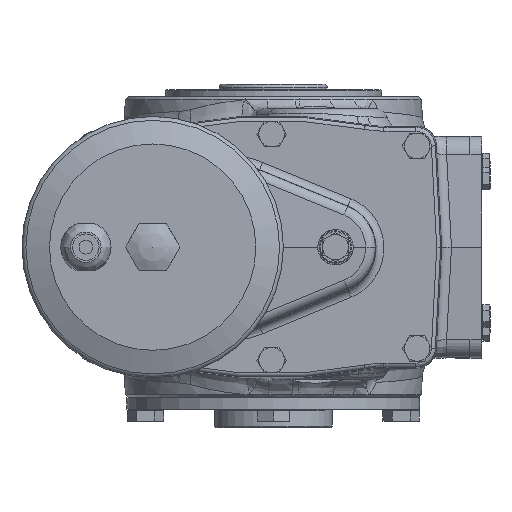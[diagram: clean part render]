
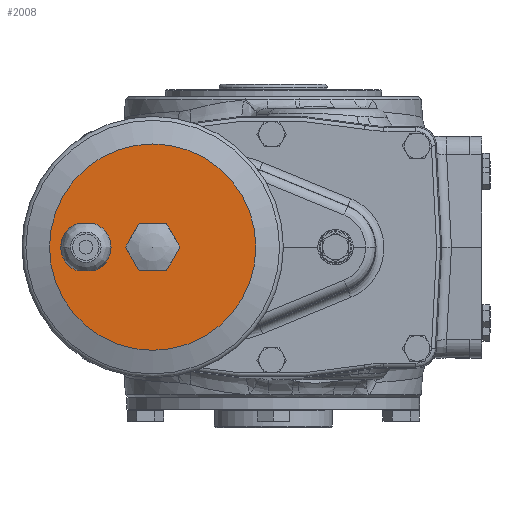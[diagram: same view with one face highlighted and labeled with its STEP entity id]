
A CAD part, left-side view. The second image highlights one B-rep face of the part: STEP entity #2008.
In plain terms, the highlighted planar face has unit normal (-1, 0, 0).
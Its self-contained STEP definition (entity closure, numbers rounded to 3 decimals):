
#2008 = ADVANCED_FACE( '', ( #4764, #4765, #4766 ), #4767, .T. );
#4764 = FACE_BOUND( '', #15724, .T. );
#4765 = FACE_OUTER_BOUND( '', #15725, .T. );
#4766 = FACE_BOUND( '', #15726, .T. );
#4767 = PLANE( '', #15727 );
#15724 = EDGE_LOOP( '', ( #29746, #29747, #29748, #29749 ) );
#15725 = EDGE_LOOP( '', ( #29750 ) );
#15726 = EDGE_LOOP( '', ( #29751, #29752, #29753, #29754, #29755, #29756 ) );
#15727 = AXIS2_PLACEMENT_3D( '', #29757, #29758, #29759 );
#29746 = ORIENTED_EDGE( '', *, *, #34786, .F. );
#29747 = ORIENTED_EDGE( '', *, *, #35908, .F. );
#29748 = ORIENTED_EDGE( '', *, *, #35909, .F. );
#29749 = ORIENTED_EDGE( '', *, *, #35910, .T. );
#29750 = ORIENTED_EDGE( '', *, *, #35911, .T. );
#29751 = ORIENTED_EDGE( '', *, *, #35255, .T. );
#29752 = ORIENTED_EDGE( '', *, *, #35912, .T. );
#29753 = ORIENTED_EDGE( '', *, *, #35913, .T. );
#29754 = ORIENTED_EDGE( '', *, *, #35666, .T. );
#29755 = ORIENTED_EDGE( '', *, *, #34539, .T. );
#29756 = ORIENTED_EDGE( '', *, *, #35914, .T. );
#29757 = CARTESIAN_POINT( '', ( -574.4, 113.9, 0. ) );
#29758 = DIRECTION( '', ( -1., 0., 0. ) );
#29759 = DIRECTION( '', ( 0., 1., 0. ) );
#34539 = EDGE_CURVE( '', #37981, #37985, #37987, .T. );
#34786 = EDGE_CURVE( '', #38394, #38395, #38396, .T. );
#35255 = EDGE_CURVE( '', #39122, #39126, #39128, .T. );
#35666 = EDGE_CURVE( '', #39742, #37981, #39745, .T. );
#35908 = EDGE_CURVE( '', #40089, #38394, #40090, .T. );
#35909 = EDGE_CURVE( '', #40091, #40089, #40092, .T. );
#35910 = EDGE_CURVE( '', #40091, #38395, #40093, .T. );
#35911 = EDGE_CURVE( '', #40094, #40094, #40095, .T. );
#35912 = EDGE_CURVE( '', #39126, #40096, #40097, .T. );
#35913 = EDGE_CURVE( '', #40096, #39742, #40098, .T. );
#35914 = EDGE_CURVE( '', #37985, #39122, #40099, .T. );
#37981 = VERTEX_POINT( '', #43767 );
#37985 = VERTEX_POINT( '', #43772 );
#37987 = LINE( '', #43775, #43776 );
#38394 = VERTEX_POINT( '', #44855 );
#38395 = VERTEX_POINT( '', #44856 );
#38396 = CIRCLE( '', #44857, 12.8 );
#39122 = VERTEX_POINT( '', #46857 );
#39126 = VERTEX_POINT( '', #46862 );
#39128 = LINE( '', #46865, #46866 );
#39742 = VERTEX_POINT( '', #48806 );
#39745 = LINE( '', #48810, #48811 );
#40089 = VERTEX_POINT( '', #49623 );
#40090 = LINE( '', #49624, #49625 );
#40091 = VERTEX_POINT( '', #49626 );
#40092 = CIRCLE( '', #49627, 12.8 );
#40093 = LINE( '', #49628, #49629 );
#40094 = VERTEX_POINT( '', #49630 );
#40095 = CIRCLE( '', #49631, 52.5 );
#40096 = VERTEX_POINT( '', #49632 );
#40097 = LINE( '', #49633, #49634 );
#40098 = LINE( '', #49635, #49636 );
#40099 = LINE( '', #49637, #49638 );
#43767 = CARTESIAN_POINT( '', ( -574.4, 75.256, 0. ) );
#43772 = CARTESIAN_POINT( '', ( -574.4, 68.328, 12. ) );
#43775 = CARTESIAN_POINT( '', ( -574.4, 75.256, 0. ) );
#43776 = VECTOR( '', #53723, 1000. );
#44855 = CARTESIAN_POINT( '', ( -574.4, 90.946, -12. ) );
#44856 = CARTESIAN_POINT( '', ( -574.4, 90.946, 12. ) );
#44857 = AXIS2_PLACEMENT_3D( '', #54014, #54015, #54016 );
#46857 = CARTESIAN_POINT( '', ( -574.4, 54.472, 12. ) );
#46862 = CARTESIAN_POINT( '', ( -574.4, 47.544, 0. ) );
#46865 = CARTESIAN_POINT( '', ( -574.4, 54.472, 12. ) );
#46866 = VECTOR( '', #54519, 1000. );
#48806 = CARTESIAN_POINT( '', ( -574.4, 68.328, -12. ) );
#48810 = CARTESIAN_POINT( '', ( -574.4, 68.328, -12. ) );
#48811 = VECTOR( '', #54936, 1000. );
#49623 = CARTESIAN_POINT( '', ( -574.4, 99.854, -12. ) );
#49624 = CARTESIAN_POINT( '', ( -574.4, 99.854, -12. ) );
#49625 = VECTOR( '', #55224, 1000. );
#49626 = CARTESIAN_POINT( '', ( -574.4, 99.854, 12. ) );
#49627 = AXIS2_PLACEMENT_3D( '', #55225, #55226, #55227 );
#49628 = CARTESIAN_POINT( '', ( -574.4, 99.854, 12. ) );
#49629 = VECTOR( '', #55228, 1000. );
#49630 = CARTESIAN_POINT( '', ( -574.4, 113.9, 0. ) );
#49631 = AXIS2_PLACEMENT_3D( '', #55229, #55230, #55231 );
#49632 = CARTESIAN_POINT( '', ( -574.4, 54.472, -12. ) );
#49633 = CARTESIAN_POINT( '', ( -574.4, 47.544, 0. ) );
#49634 = VECTOR( '', #55232, 1000. );
#49635 = CARTESIAN_POINT( '', ( -574.4, 54.472, -12. ) );
#49636 = VECTOR( '', #55233, 1000. );
#49637 = CARTESIAN_POINT( '', ( -574.4, 68.328, 12. ) );
#49638 = VECTOR( '', #55234, 1000. );
#53723 = DIRECTION( '', ( 0., -0.5, 0.866 ) );
#54014 = CARTESIAN_POINT( '', ( -574.4, 95.4, 0. ) );
#54015 = DIRECTION( '', ( -1., 0., 0. ) );
#54016 = DIRECTION( '', ( 0., 1., 0. ) );
#54519 = DIRECTION( '', ( 0., -0.5, -0.866 ) );
#54936 = DIRECTION( '', ( 0., 0.5, 0.866 ) );
#55224 = DIRECTION( '', ( 0., -1., 0. ) );
#55225 = CARTESIAN_POINT( '', ( -574.4, 95.4, 0. ) );
#55226 = DIRECTION( '', ( -1., 0., 0. ) );
#55227 = DIRECTION( '', ( 0., 1., 0. ) );
#55228 = DIRECTION( '', ( 0., -1., 0. ) );
#55229 = CARTESIAN_POINT( '', ( -574.4, 61.4, 0. ) );
#55230 = DIRECTION( '', ( -1., 0., 0. ) );
#55231 = DIRECTION( '', ( 0., 1., 0. ) );
#55232 = DIRECTION( '', ( 0., 0.5, -0.866 ) );
#55233 = DIRECTION( '', ( 0., 1., 0. ) );
#55234 = DIRECTION( '', ( 0., -1., 0. ) );
